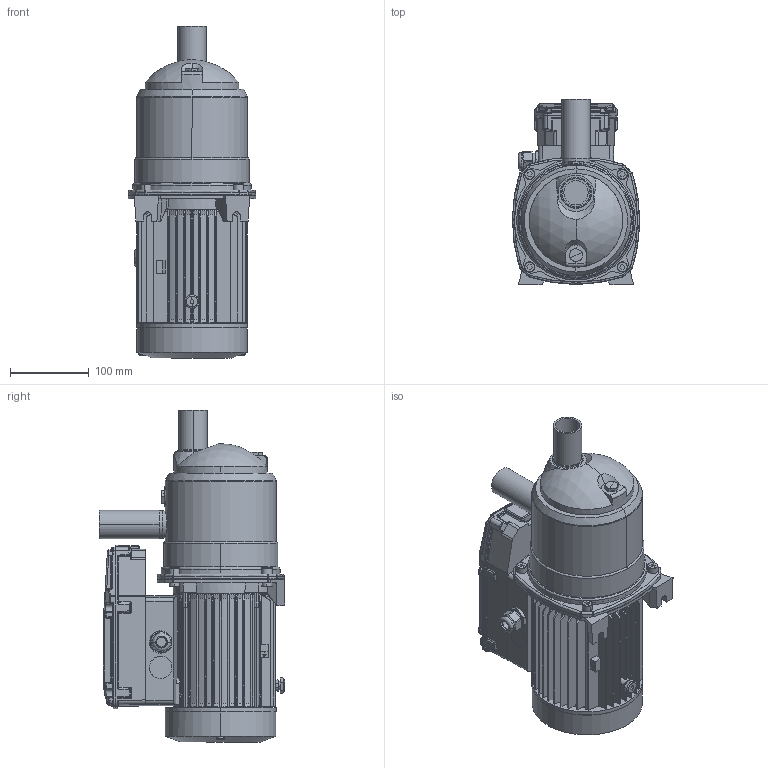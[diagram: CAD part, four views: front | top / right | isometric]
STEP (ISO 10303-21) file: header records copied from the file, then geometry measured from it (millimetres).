
FILE_DESCRIPTION (( 'STEP AP214' ), '1' );
FILE_NAME ('4_93_696_1_REV00.step', '2020-03-27T14:55:04', ( '' ), ( '' ), 'SwSTEP 2.0', 'SolidWorks 2019', '' );
FILE_SCHEMA (( 'AUTOMOTIVE_DESIGN' ));
Length unit declared in the file: millimetre
Products named in the file (8): 4_93_696_1_REV00^4_93_696_1_REV00; 1_65_051_SEMPLIFICATO; Copia di 4_92_019_INGOMBRO3D^4_93_696_1_REV00; 10000032swn00_M8x16 A2; Copia di 4_67_229_H22_ASSEMBLAGGIO^4_93_696_1_REV00; 71R6^4_93_696_1_REV00; 4_93_696_1_REV00; 1_65_050_assieme_mxa^4_93_696_1_REV00
Assembly tree (11 placements, depth 2):
  4_93_696_1_REV00
    4_93_696_1_REV00^4_93_696_1_REV00
    1_65_051_SEMPLIFICATO
    10000032swn00_M8x16 A2  x4
    71R6^4_93_696_1_REV00
    1_65_050_assieme_mxa^4_93_696_1_REV00
    Copia di 4_92_019_INGOMBRO3D^4_93_696_1_REV00  x2
    Copia di 4_67_229_H22_ASSEMBLAGGIO^4_93_696_1_REV00
Bounding box: 161 x 234.45 x 420.5 mm (x, y, z)
Volume: 6735375.7 mm3; surface area: 533751.6 mm2
Topology: 13 solids, 13 shells, 3014 faces, 8001 edges, 5033 vertices
Faces by surface type: plane 1693, cylinder 566, bspline 429, cone 213, torus 74, sphere 39
Entity records: 107332 total; most frequent: CARTESIAN_POINT 41176, ORIENTED_EDGE 15494, DIRECTION 10971, EDGE_CURVE 7747, VERTEX_POINT 4925, AXIS2_PLACEMENT_3D 3825, LINE 3321, VECTOR 3321
